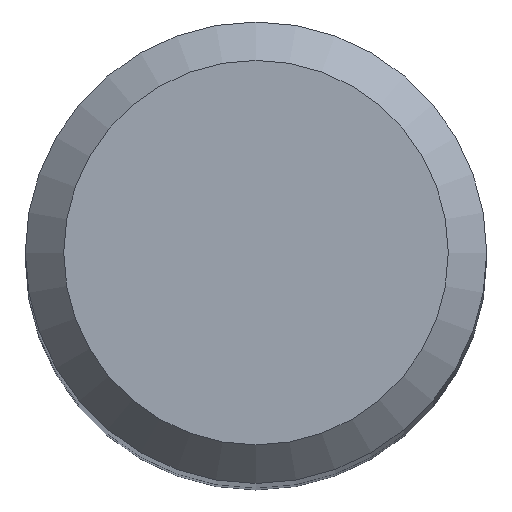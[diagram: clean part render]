
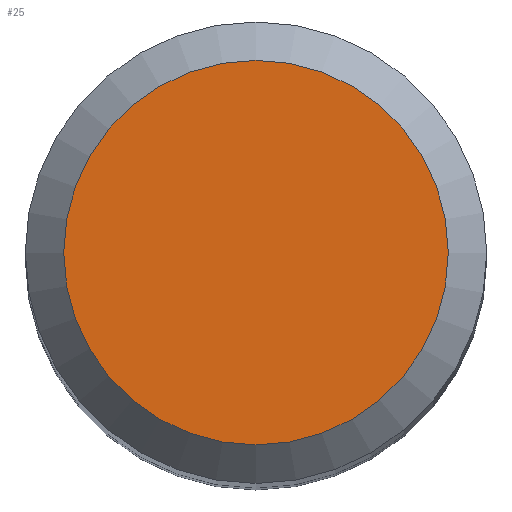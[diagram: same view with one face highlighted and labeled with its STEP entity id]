
A CAD part, top view. The second image highlights one B-rep face of the part: STEP entity #25.
In plain terms, the highlighted planar face has unit normal (0, 0, 1).
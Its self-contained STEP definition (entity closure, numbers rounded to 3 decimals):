
#2 = FACE_OUTER_BOUND ( 'NONE', #37, .T. ) ;
#10 = CARTESIAN_POINT ( 'NONE',  ( 0., 5., 102. ) ) ;
#11 = AXIS2_PLACEMENT_3D ( 'NONE', #177, #152, #95 ) ;
#25 = ADVANCED_FACE ( 'NONE', ( #2 ), #29, .F. ) ;
#29 = PLANE ( 'NONE',  #11 ) ;
#30 = CIRCLE ( 'NONE', #98, 5. ) ;
#37 = EDGE_LOOP ( 'NONE', ( #104 ) ) ;
#44 = DIRECTION ( 'NONE',  ( 0., 0., -1. ) ) ;
#95 = DIRECTION ( 'NONE',  ( 0., 1., 0. ) ) ;
#98 = AXIS2_PLACEMENT_3D ( 'NONE', #134, #44, #182 ) ;
#104 = ORIENTED_EDGE ( 'NONE', *, *, #132, .F. ) ;
#132 = EDGE_CURVE ( 'NONE', #158, #158, #30, .T. ) ;
#134 = CARTESIAN_POINT ( 'NONE',  ( 0., 0., 102. ) ) ;
#152 = DIRECTION ( 'NONE',  ( 0., 0., -1. ) ) ;
#158 = VERTEX_POINT ( 'NONE', #10 ) ;
#177 = CARTESIAN_POINT ( 'NONE',  ( 0., 0., 102. ) ) ;
#182 = DIRECTION ( 'NONE',  ( 0., 1., 0. ) ) ;
